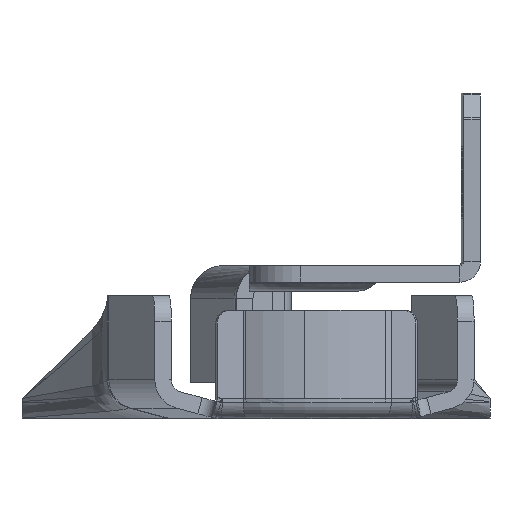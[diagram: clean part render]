
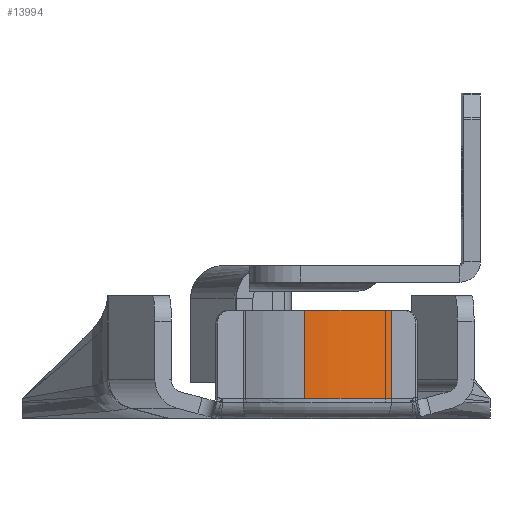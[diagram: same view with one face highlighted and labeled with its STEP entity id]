
A CAD part, left-side view. The second image highlights one B-rep face of the part: STEP entity #13994.
In plain terms, the highlighted cylindrical face has radius 12.3 mm (diameter 24.6 mm), a partial arc.
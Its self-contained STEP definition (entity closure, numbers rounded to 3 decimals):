
#2294 = CARTESIAN_POINT ( 'NONE',  ( -487.701, -2.904, 7.2 ) ) ;
#3569 = ORIENTED_EDGE ( 'NONE', *, *, #8294, .F. ) ;
#3845 = CARTESIAN_POINT ( 'NONE',  ( -487.701, -2.904, 0.3 ) ) ;
#6379 = CARTESIAN_POINT ( 'NONE',  ( -500.001, -2.904, 0.3 ) ) ;
#7171 = ORIENTED_EDGE ( 'NONE', *, *, #25959, .T. ) ;
#8294 = EDGE_CURVE ( 'NONE', #11704, #29859, #26179, .T. ) ;
#9723 = CARTESIAN_POINT ( 'NONE',  ( -500.001, -2.904, 7.2 ) ) ;
#10339 = VERTEX_POINT ( 'NONE', #6379 ) ;
#10699 = CIRCLE ( 'NONE', #18506, 12.3 ) ;
#11507 = CARTESIAN_POINT ( 'NONE',  ( -497.958, -9.693, 7.2 ) ) ;
#11704 = VERTEX_POINT ( 'NONE', #19127 ) ;
#11707 = EDGE_LOOP ( 'NONE', ( #3569, #7171, #30270, #17366 ) ) ;
#12548 = CARTESIAN_POINT ( 'NONE',  ( -497.958, -9.693, 7.2 ) ) ;
#12701 = LINE ( 'NONE', #12548, #18948 ) ;
#12811 = CARTESIAN_POINT ( 'NONE',  ( -487.701, -2.904, 7.2 ) ) ;
#13024 = CARTESIAN_POINT ( 'NONE',  ( -497.958, -9.693, 0.3 ) ) ;
#13114 = DIRECTION ( 'NONE',  ( 0., 0., 1. ) ) ;
#13190 = DIRECTION ( 'NONE',  ( 1., 0., 0. ) ) ;
#13994 = ADVANCED_FACE ( 'NONE', ( #18523 ), #25798, .T. ) ;
#16077 = DIRECTION ( 'NONE',  ( 0., 0., -1. ) ) ;
#16179 = VERTEX_POINT ( 'NONE', #13024 ) ;
#17366 = ORIENTED_EDGE ( 'NONE', *, *, #28040, .F. ) ;
#18363 = DIRECTION ( 'NONE',  ( -1., 0., 0. ) ) ;
#18506 = AXIS2_PLACEMENT_3D ( 'NONE', #3845, #22437, #13190 ) ;
#18523 = FACE_OUTER_BOUND ( 'NONE', #11707, .T. ) ;
#18948 = VECTOR ( 'NONE', #29351, 1000. ) ;
#19127 = CARTESIAN_POINT ( 'NONE',  ( -500.001, -2.904, 7.2 ) ) ;
#19501 = AXIS2_PLACEMENT_3D ( 'NONE', #2294, #16077, #18363 ) ;
#22062 = DIRECTION ( 'NONE',  ( 1., 0., 0. ) ) ;
#22437 = DIRECTION ( 'NONE',  ( 0., 0., 1. ) ) ;
#25798 = CYLINDRICAL_SURFACE ( 'NONE', #19501, 12.3 ) ;
#25959 = EDGE_CURVE ( 'NONE', #11704, #10339, #28669, .T. ) ;
#26043 = VECTOR ( 'NONE', #26654, 1000. ) ;
#26179 = CIRCLE ( 'NONE', #28148, 12.3 ) ;
#26654 = DIRECTION ( 'NONE',  ( 0., 0., -1. ) ) ;
#27750 = EDGE_CURVE ( 'NONE', #10339, #16179, #10699, .T. ) ;
#28040 = EDGE_CURVE ( 'NONE', #29859, #16179, #12701, .T. ) ;
#28148 = AXIS2_PLACEMENT_3D ( 'NONE', #12811, #13114, #22062 ) ;
#28669 = LINE ( 'NONE', #9723, #26043 ) ;
#29351 = DIRECTION ( 'NONE',  ( 0., 0., -1. ) ) ;
#29859 = VERTEX_POINT ( 'NONE', #11507 ) ;
#30270 = ORIENTED_EDGE ( 'NONE', *, *, #27750, .T. ) ;
